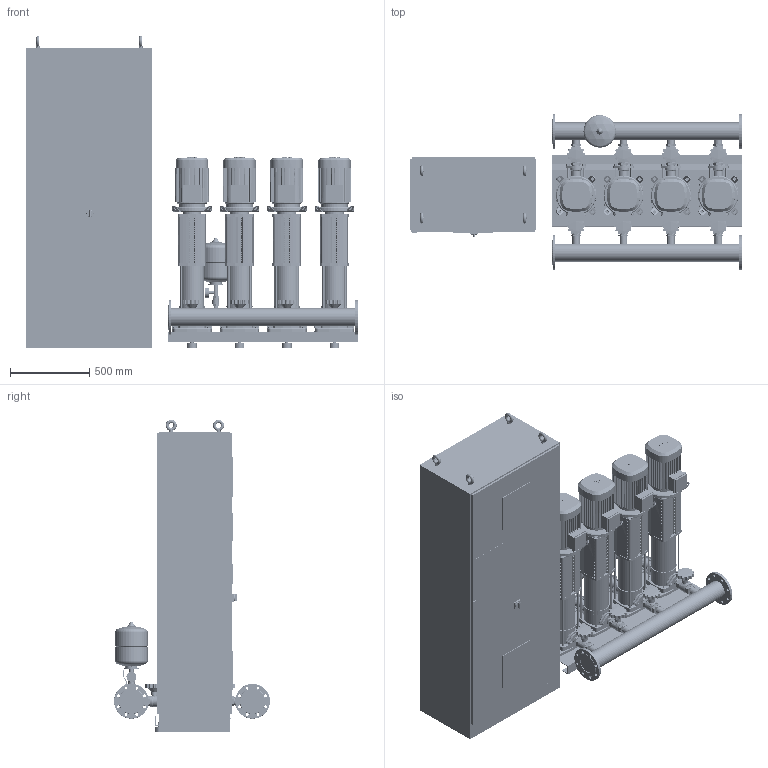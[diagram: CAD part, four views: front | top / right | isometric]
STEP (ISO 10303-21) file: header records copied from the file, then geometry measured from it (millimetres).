
FILE_DESCRIPTION((''),'2;1');
FILE_NAME('3d_SiBoostSmartFC4HELIXV1608-2536203.stp','2016-01-25T11:34:36',(''),(''),'Mechanical Desktop 2009','Mechanical Desktop 2009',', , ');
FILE_SCHEMA(('CONFIG_CONTROL_DESIGN'));
Length unit declared in the file: millimetre
Products named in the file (1): Product
Bounding box: 2100 x 986 x 1975 mm (x, y, z)
Volume: 870962328.1 mm3; surface area: 18466301.9 mm2
Topology: 213 solids, 213 shells, 7692 faces, 20438 edges, 13398 vertices
Faces by surface type: plane 3242, bspline 2222, cylinder 1746, cone 304, torus 148, sphere 30
Entity records: 255948 total; most frequent: CARTESIAN_POINT 65325, ORIENTED_EDGE 40820, DIRECTION 36556, EDGE_CURVE 20410, VERTEX_POINT 13390, VECTOR 13350, LINE 13350, AXIS2_PLACEMENT_3D 11603
